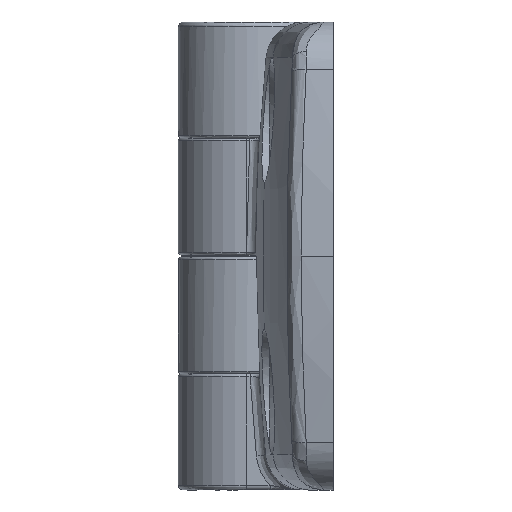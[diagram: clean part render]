
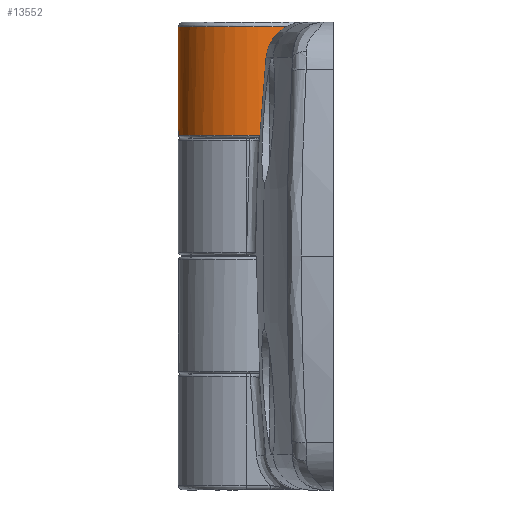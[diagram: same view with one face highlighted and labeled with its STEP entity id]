
A CAD part, left-side view. The second image highlights one B-rep face of the part: STEP entity #13552.
In plain terms, the highlighted cylindrical face has radius 7 mm (diameter 14 mm), a partial arc.
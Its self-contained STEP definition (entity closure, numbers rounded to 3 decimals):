
#143 = CARTESIAN_POINT ( 'NONE',  ( 23.5, 14.332, -4.518 ) ) ;
#181 = DIRECTION ( 'NONE',  ( 0., 0., -1. ) ) ;
#211 = DIRECTION ( 'NONE',  ( -1., 0., 0. ) ) ;
#222 = CARTESIAN_POINT ( 'NONE',  ( 12.4, 8.95, 0. ) ) ;
#244 = CARTESIAN_POINT ( 'NONE',  ( 23.5, 12.979, 5.757 ) ) ;
#1099 = B_SPLINE_CURVE_WITH_KNOTS ( 'NONE', 3,
 ( #25639, #2460, #9717, #25740, #12109, #27946, #14497, #143, #16857, #2573, #19125, #4999, #21348, #7389, #23625, #9826, #25836, #12225, #28035, #14598, #244, #16965, #2671, #19221, #5107, #21450 ),
 .UNSPECIFIED., .F., .F.,
 ( 4, 2, 2, 2, 2, 2, 2, 2, 2, 2, 2, 2, 4 ),
 ( 0., 0.083, 0.167, 0.25, 0.333, 0.417, 0.5, 0.583, 0.667, 0.75, 0.833, 0.917, 1. ),
 .UNSPECIFIED. ) ;
#1613 = CARTESIAN_POINT ( 'NONE',  ( 15.144, 8.95, -7. ) ) ;
#1706 = ORIENTED_EDGE ( 'NONE', *, *, #6622, .F. ) ;
#2217 = VECTOR ( 'NONE', #19180, 1000. ) ;
#2317 = CARTESIAN_POINT ( 'NONE',  ( 23.5, 8.339, 7. ) ) ;
#2460 = CARTESIAN_POINT ( 'NONE',  ( 23.5, 9.561, -7. ) ) ;
#2573 = CARTESIAN_POINT ( 'NONE',  ( 23.5, 15.318, -2.971 ) ) ;
#2671 = CARTESIAN_POINT ( 'NONE',  ( 23.5, 11.352, 6.603 ) ) ;
#3361 = EDGE_CURVE ( 'NONE', #14564, #18326, #4685, .T. ) ;
#4189 = CARTESIAN_POINT ( 'NONE',  ( 23.5, 2.888, 3.5 ) ) ;
#4485 = VERTEX_POINT ( 'NONE', #11322 ) ;
#4685 = B_SPLINE_CURVE_WITH_KNOTS ( 'NONE', 3,
 ( #1613, #13182, #20987, #17741 ),
 .UNSPECIFIED., .F., .F.,
 ( 4, 4 ),
 ( 0., 1. ),
 .UNSPECIFIED. ) ;
#4875 = LINE ( 'NONE', #17508, #5010 ) ;
#4999 = CARTESIAN_POINT ( 'NONE',  ( 23.5, 15.87, -1.222 ) ) ;
#5010 = VECTOR ( 'NONE', #16998, 1000. ) ;
#5107 = CARTESIAN_POINT ( 'NONE',  ( 23.5, 9.561, 7. ) ) ;
#5237 = EDGE_CURVE ( 'NONE', #16744, #14564, #4875, .T. ) ;
#6319 = AXIS2_PLACEMENT_3D ( 'NONE', #222, #211, #181 ) ;
#6622 = EDGE_CURVE ( 'NONE', #4485, #18326, #26070, .T. ) ;
#6784 = EDGE_LOOP ( 'NONE', ( #1706, #10252, #18173, #10409, #27725, #10851 ) ) ;
#7389 = CARTESIAN_POINT ( 'NONE',  ( 23.5, 15.95, 0.611 ) ) ;
#7444 = CARTESIAN_POINT ( 'NONE',  ( 24., 2.888, 3.5 ) ) ;
#9205 = CARTESIAN_POINT ( 'NONE',  ( 23.5, 8.95, 7. ) ) ;
#9717 = CARTESIAN_POINT ( 'NONE',  ( 23.5, 10.172, -6.92 ) ) ;
#9826 = CARTESIAN_POINT ( 'NONE',  ( 23.5, 15.553, 2.402 ) ) ;
#10252 = ORIENTED_EDGE ( 'NONE', *, *, #28852, .T. ) ;
#10409 = ORIENTED_EDGE ( 'NONE', *, *, #29756, .F. ) ;
#10851 = ORIENTED_EDGE ( 'NONE', *, *, #3361, .T. ) ;
#11322 = CARTESIAN_POINT ( 'NONE',  ( 12.4, 2.888, 3.5 ) ) ;
#11858 = CARTESIAN_POINT ( 'NONE',  ( 23.5, 4.432, 5.382 ) ) ;
#12109 = CARTESIAN_POINT ( 'NONE',  ( 23.5, 11.921, -6.368 ) ) ;
#12225 = CARTESIAN_POINT ( 'NONE',  ( 23.5, 14.707, 4.029 ) ) ;
#12690 = VERTEX_POINT ( 'NONE', #4189 ) ;
#13132 = FACE_OUTER_BOUND ( 'NONE', #6784, .T. ) ;
#13182 = CARTESIAN_POINT ( 'NONE',  ( 14.23, 9.008, -7. ) ) ;
#13552 = ADVANCED_FACE ( 'NONE', ( #13132 ), #15323, .T. ) ;
#14279 = CARTESIAN_POINT ( 'NONE',  ( 23.5, 5.979, 6.368 ) ) ;
#14497 = CARTESIAN_POINT ( 'NONE',  ( 23.5, 13.468, -5.382 ) ) ;
#14564 = VERTEX_POINT ( 'NONE', #14926 ) ;
#14598 = CARTESIAN_POINT ( 'NONE',  ( 23.5, 13.468, 5.382 ) ) ;
#14926 = CARTESIAN_POINT ( 'NONE',  ( 15.144, 8.95, -7. ) ) ;
#14976 = LINE ( 'NONE', #7444, #2217 ) ;
#15323 = CYLINDRICAL_SURFACE ( 'NONE', #18038, 7. ) ;
#16619 = CARTESIAN_POINT ( 'NONE',  ( 23.5, 7.728, 6.92 ) ) ;
#16744 = VERTEX_POINT ( 'NONE', #23185 ) ;
#16857 = CARTESIAN_POINT ( 'NONE',  ( 23.5, 14.707, -4.029 ) ) ;
#16965 = CARTESIAN_POINT ( 'NONE',  ( 23.5, 11.921, 6.368 ) ) ;
#16998 = DIRECTION ( 'NONE',  ( -1., 0., 0. ) ) ;
#17508 = CARTESIAN_POINT ( 'NONE',  ( 24., 8.95, -7. ) ) ;
#17741 = CARTESIAN_POINT ( 'NONE',  ( 12.4, 9.108, -6.998 ) ) ;
#18038 = AXIS2_PLACEMENT_3D ( 'NONE', #25387, #25324, #22630 ) ;
#18173 = ORIENTED_EDGE ( 'NONE', *, *, #20336, .T. ) ;
#18326 = VERTEX_POINT ( 'NONE', #24936 ) ;
#18801 = CARTESIAN_POINT ( 'NONE',  ( 23.5, 3.193, 4.029 ) ) ;
#18915 = CARTESIAN_POINT ( 'NONE',  ( 23.5, 8.95, 7. ) ) ;
#19125 = CARTESIAN_POINT ( 'NONE',  ( 23.5, 15.553, -2.402 ) ) ;
#19180 = DIRECTION ( 'NONE',  ( 1., 0., 0. ) ) ;
#19221 = CARTESIAN_POINT ( 'NONE',  ( 23.5, 10.172, 6.92 ) ) ;
#19503 = VERTEX_POINT ( 'NONE', #9205 ) ;
#20336 = EDGE_CURVE ( 'NONE', #12690, #19503, #29639, .T. ) ;
#20987 = CARTESIAN_POINT ( 'NONE',  ( 13.315, 9.061, -6.999 ) ) ;
#21348 = CARTESIAN_POINT ( 'NONE',  ( 23.5, 15.95, -0.611 ) ) ;
#21450 = CARTESIAN_POINT ( 'NONE',  ( 23.5, 8.95, 7. ) ) ;
#22630 = DIRECTION ( 'NONE',  ( 0., -1., 0. ) ) ;
#23185 = CARTESIAN_POINT ( 'NONE',  ( 23.5, 8.95, -7. ) ) ;
#23625 = CARTESIAN_POINT ( 'NONE',  ( 23.5, 15.87, 1.222 ) ) ;
#24936 = CARTESIAN_POINT ( 'NONE',  ( 12.4, 9.108, -6.998 ) ) ;
#25324 = DIRECTION ( 'NONE',  ( -1., 0., 0. ) ) ;
#25387 = CARTESIAN_POINT ( 'NONE',  ( 24., 8.95, 0. ) ) ;
#25527 = CARTESIAN_POINT ( 'NONE',  ( 23.5, 3.568, 4.518 ) ) ;
#25639 = CARTESIAN_POINT ( 'NONE',  ( 23.5, 8.95, -7. ) ) ;
#25740 = CARTESIAN_POINT ( 'NONE',  ( 23.5, 11.352, -6.603 ) ) ;
#25836 = CARTESIAN_POINT ( 'NONE',  ( 23.5, 15.318, 2.971 ) ) ;
#26070 = CIRCLE ( 'NONE', #6319, 7. ) ;
#27725 = ORIENTED_EDGE ( 'NONE', *, *, #5237, .T. ) ;
#27738 = CARTESIAN_POINT ( 'NONE',  ( 23.5, 4.921, 5.757 ) ) ;
#27946 = CARTESIAN_POINT ( 'NONE',  ( 23.5, 12.979, -5.757 ) ) ;
#28035 = CARTESIAN_POINT ( 'NONE',  ( 23.5, 14.332, 4.518 ) ) ;
#28852 = EDGE_CURVE ( 'NONE', #4485, #12690, #14976, .T. ) ;
#29639 = B_SPLINE_CURVE_WITH_KNOTS ( 'NONE', 3,
 ( #29786, #18801, #25527, #11858, #27738, #14279, #29882, #16619, #2317, #18915 ),
 .UNSPECIFIED., .F., .F.,
 ( 4, 2, 2, 2, 4 ),
 ( 0., 0.25, 0.5, 0.75, 1. ),
 .UNSPECIFIED. ) ;
#29756 = EDGE_CURVE ( 'NONE', #16744, #19503, #1099, .T. ) ;
#29786 = CARTESIAN_POINT ( 'NONE',  ( 23.5, 2.888, 3.5 ) ) ;
#29882 = CARTESIAN_POINT ( 'NONE',  ( 23.5, 6.548, 6.603 ) ) ;
